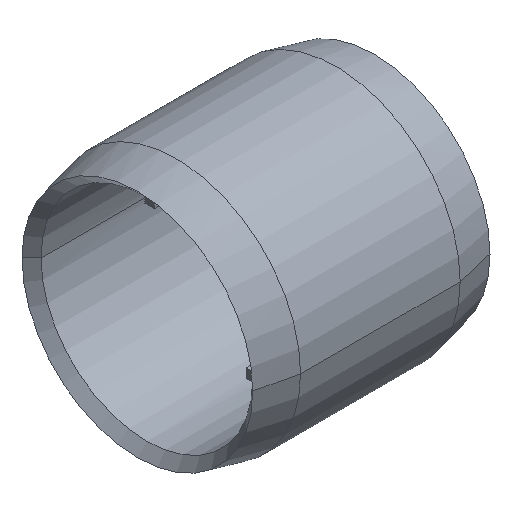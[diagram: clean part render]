
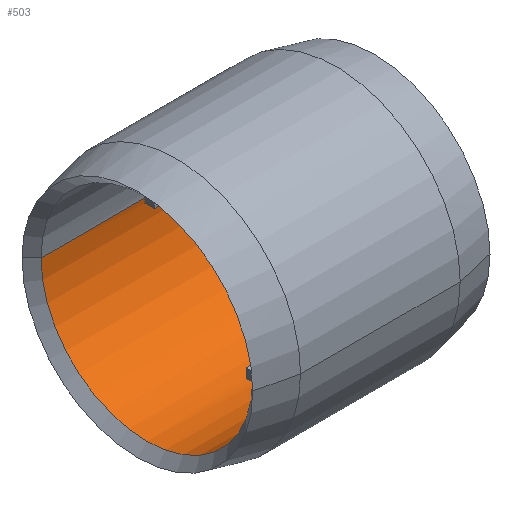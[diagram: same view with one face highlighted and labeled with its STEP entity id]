
A CAD part, isometric view. The second image highlights one B-rep face of the part: STEP entity #503.
In plain terms, the highlighted cylindrical face has radius 80 mm (diameter 160 mm), a partial arc.
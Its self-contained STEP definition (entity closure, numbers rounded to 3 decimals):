
#373 = EDGE_CURVE( '', #377, #619, #1069, .T. );
#375 = VERTEX_POINT( '', #1071 );
#377 = VERTEX_POINT( '', #1073 );
#395 = VERTEX_POINT( '', #1091 );
#421 = VERTEX_POINT( '', #1120 );
#481 = EDGE_CURVE( '', #395, #421, #1192, .T. );
#493 = EDGE_CURVE( '', #781, #815, #1206, .T. );
#503 = ADVANCED_FACE( '', ( #1218, #1219 ), #1220, .F. );
#511 = EDGE_CURVE( '', #623, #395, #1228, .T. );
#523 = EDGE_CURVE( '', #377, #683, #1240, .T. );
#539 = VERTEX_POINT( '', #1257 );
#573 = EDGE_CURVE( '', #933, #885, #1293, .T. );
#579 = VERTEX_POINT( '', #1299 );
#583 = EDGE_CURVE( '', #375, #655, #1303, .T. );
#587 = EDGE_CURVE( '', #539, #781, #1307, .T. );
#619 = VERTEX_POINT( '', #1345 );
#621 = EDGE_CURVE( '', #579, #375, #1347, .T. );
#623 = VERTEX_POINT( '', #1349 );
#653 = EDGE_CURVE( '', #933, #683, #1383, .T. );
#655 = VERTEX_POINT( '', #1385 );
#683 = VERTEX_POINT( '', #1416 );
#701 = EDGE_CURVE( '', #913, #815, #1435, .T. );
#739 = VERTEX_POINT( '', #1477 );
#769 = EDGE_CURVE( '', #579, #539, #1508, .T. );
#781 = VERTEX_POINT( '', #1520 );
#783 = EDGE_CURVE( '', #655, #885, #1522, .T. );
#815 = VERTEX_POINT( '', #1558 );
#855 = EDGE_CURVE( '', #421, #739, #1604, .T. );
#869 = EDGE_CURVE( '', #739, #623, #1620, .T. );
#885 = VERTEX_POINT( '', #1638 );
#913 = VERTEX_POINT( '', #1671 );
#933 = VERTEX_POINT( '', #1693 );
#967 = EDGE_CURVE( '', #619, #913, #1728, .T. );
#1069 = CIRCLE( '', #1836, 80. );
#1071 = CARTESIAN_POINT( '', ( 0., 79.923, -3.5 ) );
#1073 = CARTESIAN_POINT( '', ( -5., -80., 0. ) );
#1091 = CARTESIAN_POINT( '', ( -5., -3.5, -79.923 ) );
#1120 = CARTESIAN_POINT( '', ( -5., 3.5, -79.923 ) );
#1192 = CIRCLE( '', #2052, 80. );
#1206 = LINE( '', #2105, #2106 );
#1218 = FACE_OUTER_BOUND( '', #2121, .T. );
#1219 = FACE_BOUND( '', #2122, .T. );
#1220 = CYLINDRICAL_SURFACE( '', #2123, 80. );
#1228 = LINE( '', #2135, #2136 );
#1240 = LINE( '', #2155, #2156 );
#1257 = CARTESIAN_POINT( '', ( 81.5, 80., 0. ) );
#1293 = LINE( '', #2228, #2229 );
#1299 = CARTESIAN_POINT( '', ( 0., 80., 0. ) );
#1303 = LINE( '', #2243, #2244 );
#1307 = CIRCLE( '', #2249, 80. );
#1345 = CARTESIAN_POINT( '', ( -5., -79.923, -3.5 ) );
#1347 = CIRCLE( '', #2366, 80. );
#1349 = CARTESIAN_POINT( '', ( 0., -3.5, -79.923 ) );
#1383 = CIRCLE( '', #2412, 80. );
#1385 = CARTESIAN_POINT( '', ( -5., 79.923, -3.5 ) );
#1416 = CARTESIAN_POINT( '', ( -83.5, -80., 0. ) );
#1435 = CIRCLE( '', #2514, 80. );
#1477 = CARTESIAN_POINT( '', ( 0., 3.5, -79.923 ) );
#1508 = LINE( '', #2751, #2752 );
#1520 = CARTESIAN_POINT( '', ( 81.5, -80., 0. ) );
#1522 = CIRCLE( '', #2772, 80. );
#1558 = CARTESIAN_POINT( '', ( 0., -80., 0. ) );
#1604 = LINE( '', #2920, #2921 );
#1620 = CIRCLE( '', #2942, 80. );
#1638 = CARTESIAN_POINT( '', ( -5., 80., 0. ) );
#1671 = CARTESIAN_POINT( '', ( 0., -79.923, -3.5 ) );
#1693 = CARTESIAN_POINT( '', ( -83.5, 80., 0. ) );
#1728 = LINE( '', #3087, #3088 );
#1836 = AXIS2_PLACEMENT_3D( '', #3257, #3258, #3259 );
#2052 = AXIS2_PLACEMENT_3D( '', #3435, #3436, #3437 );
#2105 = CARTESIAN_POINT( '', ( -1., -80., 0. ) );
#2106 = VECTOR( '', #3456, 1. );
#2121 = EDGE_LOOP( '', ( #3478, #3479, #3480, #3481, #3482, #3483, #3484, #3485, #3486, #3487, #3488, #3489 ) );
#2122 = EDGE_LOOP( '', ( #3490, #3491, #3492, #3493 ) );
#2123 = AXIS2_PLACEMENT_3D( '', #3494, #3495, #3496 );
#2135 = CARTESIAN_POINT( '', ( -2.5, -3.5, -79.923 ) );
#2136 = VECTOR( '', #3501, 1. );
#2155 = CARTESIAN_POINT( '', ( -1., -80., 0. ) );
#2156 = VECTOR( '', #3510, 1. );
#2228 = CARTESIAN_POINT( '', ( -1., 80., 0. ) );
#2229 = VECTOR( '', #3552, 1. );
#2243 = CARTESIAN_POINT( '', ( -2.5, 79.923, -3.5 ) );
#2244 = VECTOR( '', #3557, 1. );
#2249 = AXIS2_PLACEMENT_3D( '', #3558, #3559, #3560 );
#2366 = AXIS2_PLACEMENT_3D( '', #3613, #3614, #3615 );
#2412 = AXIS2_PLACEMENT_3D( '', #3661, #3662, #3663 );
#2514 = AXIS2_PLACEMENT_3D( '', #3719, #3720, #3721 );
#2751 = CARTESIAN_POINT( '', ( -1., 80., 0. ) );
#2752 = VECTOR( '', #3778, 1. );
#2772 = AXIS2_PLACEMENT_3D( '', #3784, #3785, #3786 );
#2920 = CARTESIAN_POINT( '', ( -2.5, 3.5, -79.923 ) );
#2921 = VECTOR( '', #3891, 1. );
#2942 = AXIS2_PLACEMENT_3D( '', #3911, #3912, #3913 );
#3087 = CARTESIAN_POINT( '', ( -2.5, -79.923, -3.5 ) );
#3088 = VECTOR( '', #4042, 1. );
#3257 = CARTESIAN_POINT( '', ( -5., 0., 0. ) );
#3258 = DIRECTION( '', ( 1., 0., 0. ) );
#3259 = DIRECTION( '', ( 0., 1., 0. ) );
#3435 = CARTESIAN_POINT( '', ( -5., 0., 0. ) );
#3436 = DIRECTION( '', ( 1., 0., 0. ) );
#3437 = DIRECTION( '', ( 0., 1., 0. ) );
#3456 = DIRECTION( '', ( -1., 0., 0. ) );
#3478 = ORIENTED_EDGE( '', *, *, #573, .F. );
#3479 = ORIENTED_EDGE( '', *, *, #653, .T. );
#3480 = ORIENTED_EDGE( '', *, *, #523, .F. );
#3481 = ORIENTED_EDGE( '', *, *, #373, .T. );
#3482 = ORIENTED_EDGE( '', *, *, #967, .T. );
#3483 = ORIENTED_EDGE( '', *, *, #701, .T. );
#3484 = ORIENTED_EDGE( '', *, *, #493, .F. );
#3485 = ORIENTED_EDGE( '', *, *, #587, .F. );
#3486 = ORIENTED_EDGE( '', *, *, #769, .F. );
#3487 = ORIENTED_EDGE( '', *, *, #621, .T. );
#3488 = ORIENTED_EDGE( '', *, *, #583, .T. );
#3489 = ORIENTED_EDGE( '', *, *, #783, .T. );
#3490 = ORIENTED_EDGE( '', *, *, #855, .T. );
#3491 = ORIENTED_EDGE( '', *, *, #869, .T. );
#3492 = ORIENTED_EDGE( '', *, *, #511, .T. );
#3493 = ORIENTED_EDGE( '', *, *, #481, .T. );
#3494 = CARTESIAN_POINT( '', ( -1., 0., 0. ) );
#3495 = DIRECTION( '', ( 1., 0., 0. ) );
#3496 = DIRECTION( '', ( 0., 1., 0. ) );
#3501 = DIRECTION( '', ( -1., 0., 0. ) );
#3510 = DIRECTION( '', ( -1., 0., 0. ) );
#3552 = DIRECTION( '', ( 1., 0., 0. ) );
#3557 = DIRECTION( '', ( -1., 0., 0. ) );
#3558 = CARTESIAN_POINT( '', ( 81.5, 0., 0. ) );
#3559 = DIRECTION( '', ( -1., 0., 0. ) );
#3560 = DIRECTION( '', ( 0., 1., 0. ) );
#3613 = CARTESIAN_POINT( '', ( 0., 0., 0. ) );
#3614 = DIRECTION( '', ( -1., 0., 0. ) );
#3615 = DIRECTION( '', ( 0., 1., 0. ) );
#3661 = CARTESIAN_POINT( '', ( -83.5, 0., 0. ) );
#3662 = DIRECTION( '', ( -1., 0., 0. ) );
#3663 = DIRECTION( '', ( 0., 1., 0. ) );
#3719 = CARTESIAN_POINT( '', ( 0., 0., 0. ) );
#3720 = DIRECTION( '', ( -1., 0., 0. ) );
#3721 = DIRECTION( '', ( 0., 1., 0. ) );
#3778 = DIRECTION( '', ( 1., 0., 0. ) );
#3784 = CARTESIAN_POINT( '', ( -5., 0., 0. ) );
#3785 = DIRECTION( '', ( 1., 0., 0. ) );
#3786 = DIRECTION( '', ( 0., 1., 0. ) );
#3891 = DIRECTION( '', ( 1., 0., 0. ) );
#3911 = CARTESIAN_POINT( '', ( 0., 0., 0. ) );
#3912 = DIRECTION( '', ( -1., 0., 0. ) );
#3913 = DIRECTION( '', ( 0., 1., 0. ) );
#4042 = DIRECTION( '', ( 1., 0., 0. ) );
